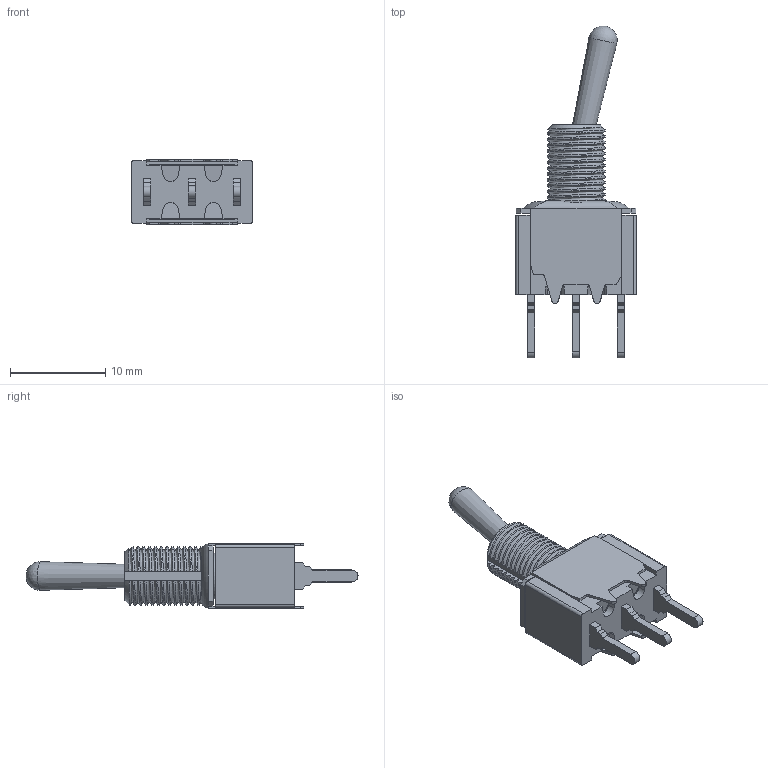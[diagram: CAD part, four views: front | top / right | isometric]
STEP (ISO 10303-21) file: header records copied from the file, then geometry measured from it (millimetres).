
FILE_DESCRIPTION (( 'STEP AP214' ), '1' );
FILE_NAME ('1ms112qe.STEP', '2016-04-15T06:47:18', ( 'user' ), ( 'Hewlett-Packard Company' ), 'SwSTEP 2.0', 'SolidWorks 2015', '' );
FILE_SCHEMA (( 'AUTOMOTIVE_DESIGN' ));
Length unit declared in the file: millimetre
Products named in the file (7): WTE037; WTE036; TO007; WBU001; WHO362-T; ca001-1; 1ms112qe
Assembly tree (7 placements, depth 2):
  1ms112qe
    ca001-1
    WHO362-T
    WBU001
    TO007
    WTE036  x2
    WTE037
Bounding box: 12.7 x 34.85 x 6.86 mm (x, y, z)
Volume: 623.4 mm3; surface area: 1992.5 mm2
Topology: 7 solids, 7 shells, 307 faces, 874 edges, 572 vertices
Faces by surface type: plane 192, cylinder 84, bspline 19, cone 6, torus 5, sphere 1
Full cylindrical faces by diameter (mm): 1.55 x1, 2.3 x1, 3.5 x1, 4 x1
Entity records: 69849 total; most frequent: CARTESIAN_POINT 62397, ORIENTED_EDGE 1582, DIRECTION 1348, EDGE_CURVE 791, VERTEX_POINT 528, LINE 520, VECTOR 520, AXIS2_PLACEMENT_3D 414
